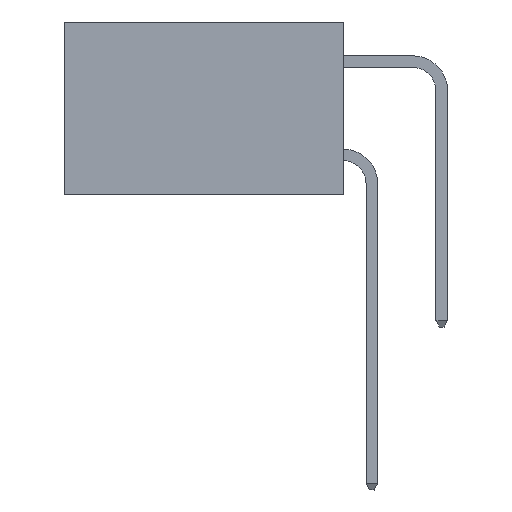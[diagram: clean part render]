
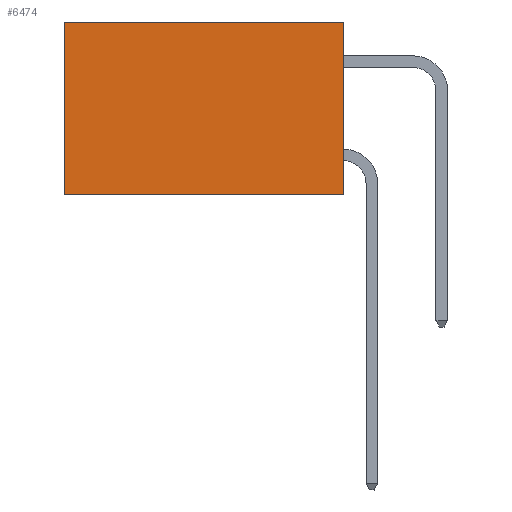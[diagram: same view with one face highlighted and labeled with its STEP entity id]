
A CAD part, left-side view. The second image highlights one B-rep face of the part: STEP entity #6474.
In plain terms, the highlighted planar face has unit normal (-1, 0, 0).
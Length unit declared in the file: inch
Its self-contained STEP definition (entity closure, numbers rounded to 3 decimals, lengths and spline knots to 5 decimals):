
#168 = VECTOR ( 'NONE', #1388, 39.37008 ) ;
#229 = ORIENTED_EDGE ( 'NONE', *, *, #3275, .T. ) ;
#407 = CARTESIAN_POINT ( 'NONE',  ( 0.2615, 0.6, -0.37 ) ) ;
#824 = DIRECTION ( 'NONE',  ( 1., 0., 0. ) ) ;
#877 = ORIENTED_EDGE ( 'NONE', *, *, #4847, .F. ) ;
#1164 = VECTOR ( 'NONE', #7199, 39.37008 ) ;
#1203 = EDGE_LOOP ( 'NONE', ( #229, #877, #11326, #5593 ) ) ;
#1388 = DIRECTION ( 'NONE',  ( 0., 1., 0. ) ) ;
#1581 = VERTEX_POINT ( 'NONE', #5405 ) ;
#1625 = FACE_OUTER_BOUND ( 'NONE', #1203, .T. ) ;
#1804 = LINE ( 'NONE', #2864, #1164 ) ;
#2256 = VERTEX_POINT ( 'NONE', #2492 ) ;
#2492 = CARTESIAN_POINT ( 'NONE',  ( 0.2615, 0., 0. ) ) ;
#2500 = PLANE ( 'NONE',  #4669 ) ;
#2864 = CARTESIAN_POINT ( 'NONE',  ( 0.2615, 0., -0.37 ) ) ;
#3207 = DIRECTION ( 'NONE',  ( 0., 0., -1. ) ) ;
#3275 = EDGE_CURVE ( 'NONE', #8224, #1581, #9429, .T. ) ;
#3282 = LINE ( 'NONE', #10567, #10654 ) ;
#4669 = AXIS2_PLACEMENT_3D ( 'NONE', #6059, #824, #9785 ) ;
#4847 = EDGE_CURVE ( 'NONE', #10994, #1581, #11312, .T. ) ;
#5405 = CARTESIAN_POINT ( 'NONE',  ( 0.2615, 0.6, -0.37 ) ) ;
#5532 = CARTESIAN_POINT ( 'NONE',  ( 0.2615, 0.6, 0. ) ) ;
#5593 = ORIENTED_EDGE ( 'NONE', *, *, #5800, .T. ) ;
#5800 = EDGE_CURVE ( 'NONE', #2256, #8224, #3282, .T. ) ;
#6059 = CARTESIAN_POINT ( 'NONE',  ( 0.2615, 0., -0.37 ) ) ;
#6474 = ADVANCED_FACE ( 'NONE', ( #1625 ), #2500, .F. ) ;
#7199 = DIRECTION ( 'NONE',  ( 0., 0., -1. ) ) ;
#7550 = CARTESIAN_POINT ( 'NONE',  ( 0.2615, 0., -0.37 ) ) ;
#8224 = VERTEX_POINT ( 'NONE', #5532 ) ;
#8549 = VECTOR ( 'NONE', #3207, 39.37008 ) ;
#8621 = DIRECTION ( 'NONE',  ( 0., 1., 0. ) ) ;
#9429 = LINE ( 'NONE', #407, #8549 ) ;
#9785 = DIRECTION ( 'NONE',  ( 0., 0., -1. ) ) ;
#10567 = CARTESIAN_POINT ( 'NONE',  ( 0.2615, 0., 0. ) ) ;
#10654 = VECTOR ( 'NONE', #8621, 39.37008 ) ;
#10785 = CARTESIAN_POINT ( 'NONE',  ( 0.2615, 0., -0.37 ) ) ;
#10989 = EDGE_CURVE ( 'NONE', #2256, #10994, #1804, .T. ) ;
#10994 = VERTEX_POINT ( 'NONE', #10785 ) ;
#11312 = LINE ( 'NONE', #7550, #168 ) ;
#11326 = ORIENTED_EDGE ( 'NONE', *, *, #10989, .F. ) ;
